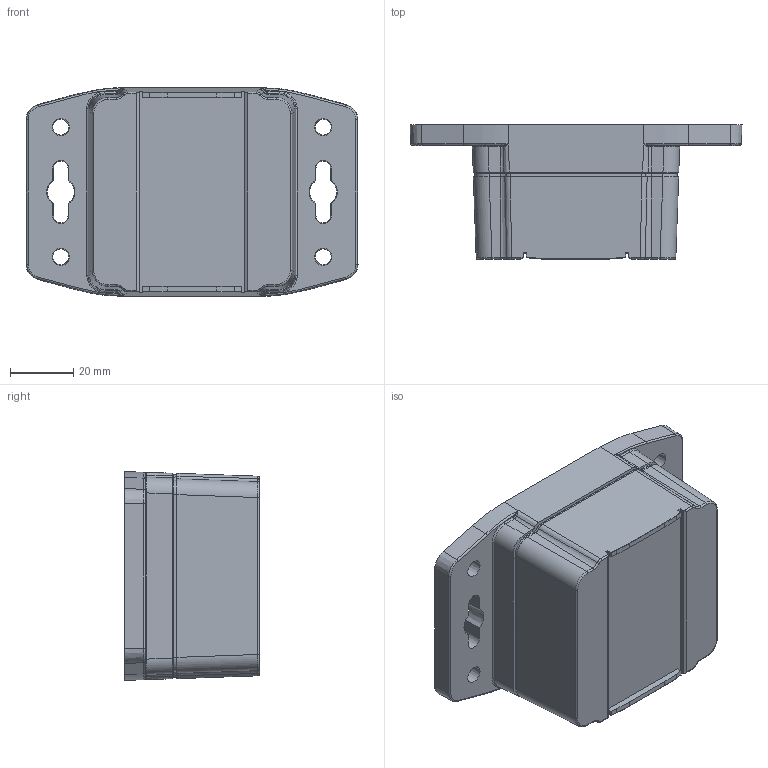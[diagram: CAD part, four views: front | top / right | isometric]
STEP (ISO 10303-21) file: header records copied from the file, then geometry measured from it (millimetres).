
FILE_DESCRIPTION (( 'STEP AP214' ), '1' );
FILE_NAME ('1555B2F22GY.STEP', '2020-11-07T22:03:24', ( '' ), ( '' ), 'SwSTEP 2.0', 'SolidWorks 2019', '' );
FILE_SCHEMA (( 'AUTOMOTIVE_DESIGN' ));
Length unit declared in the file: inch
Products named in the file (1): 1555B2F22GY
Bounding box: 105 x 42.5 x 66.05 mm (x, y, z)
Volume: 74770 mm3; surface area: 53183.6 mm2
Topology: 11 solids, 11 shells, 1541 faces, 4027 edges, 2573 vertices
Faces by surface type: bspline 600, plane 373, cylinder 340, cone 220, torus 8
Full cylindrical faces by diameter (mm): 2.3 x4, 3.251 x4, 3.43 x4, 3.88 x4, 5.334 x4, 5.537 x8
Entity records: 83950 total; most frequent: CARTESIAN_POINT 30265, ORIENTED_EDGE 7728, DIRECTION 5552, EDGE_CURVE 3864, VERTEX_POINT 2523, AXIS2_PLACEMENT_3D 1961, EDGE_LOOP 1749, LINE 1630
